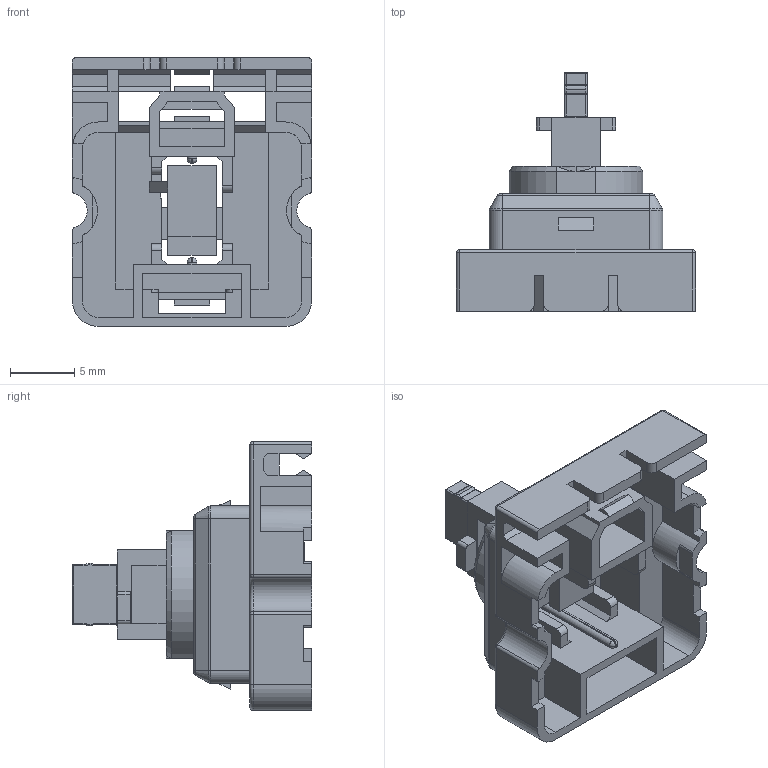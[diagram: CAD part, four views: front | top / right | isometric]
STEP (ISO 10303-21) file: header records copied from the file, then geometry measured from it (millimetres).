
FILE_DESCRIPTION (( 'STEP AP214' ), '1' );
FILE_NAME ('Topre_Spacebar_Stab.STEP', '2024-03-09T19:42:29', ( '' ), ( '' ), 'SwSTEP 2.0', 'SolidWorks 2019', '' );
FILE_SCHEMA (( 'AUTOMOTIVE_DESIGN' ));
Length unit declared in the file: millimetre
Products named in the file (3): Topre_R1-R2_Stab_Housing; Topre_R1-R2_Stab_Insert; Topre_Spacebar_Stab
Assembly tree (2 placements, depth 2):
  Topre_Spacebar_Stab
    Topre_R1-R2_Stab_Housing
    Topre_R1-R2_Stab_Insert
Bounding box: 18.6 x 18.6 x 20.9 mm (x, y, z)
Volume: 1143.1 mm3; surface area: 2889 mm2
Topology: 2 solids, 2 shells, 429 faces, 1150 edges, 707 vertices
Faces by surface type: plane 249, cylinder 122, torus 34, sphere 18, cone 6
Entity records: 13243 total; most frequent: CARTESIAN_POINT 2321, DIRECTION 2296, ORIENTED_EDGE 2264, EDGE_CURVE 1132, LINE 810, VECTOR 810, AXIS2_PLACEMENT_3D 743, VERTEX_POINT 707
